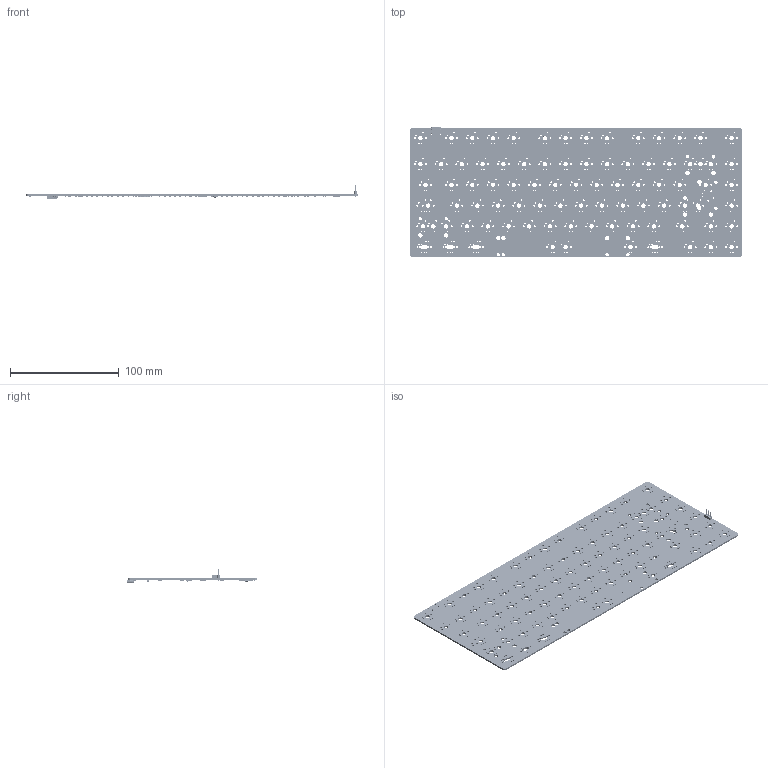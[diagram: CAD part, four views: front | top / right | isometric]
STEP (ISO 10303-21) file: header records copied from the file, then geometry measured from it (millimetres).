
FILE_DESCRIPTION(('KiCad electronic assembly'),'2;1');
FILE_NAME('Obliterated75_PCB.step','2022-10-05T20:41:27',('Pcbnew'),( 'Kicad'),'Open CASCADE STEP processor 7.6','KiCad to STEP converter' ,'Unknown');
FILE_SCHEMA(('AUTOMOTIVE_DESIGN { 1 0 10303 214 1 1 1 1 }'));
Length unit declared in the file: millimetre
Products named in the file (26): Obliterated75_PCB 1; PinHeader_1x03_P2.54mm_Vertical; SOLID; C_0603_1608Metric; D_SOD-123F; Fuse_1206_3216Metric; SOT-23; R_0603_1608Metric; SW_SPST_TL3342; SW_SPDT_PCM12; SOT-23-6; SOT-23-5; LQFP-48_7x7mm_P0.5mm; HRO  TYPE-C-31-M-12; _autosave-Brutal75 PCB
Assembly tree (204 placements, depth 3):
  Obliterated75_PCB 1
    PinHeader_1x03_P2.54mm_Vertical
      SOLID
    C_0603_1608Metric  x9
      SOLID
    D_SOD-123F  x85
      SOLID
    Fuse_1206_3216Metric
      SOLID
    SOT-23
      SOLID
    R_0603_1608Metric  x88
      SOLID
    SW_SPST_TL3342
      SOLID
    SW_SPDT_PCM12
      SOLID
    SOT-23-6
      SOLID
    SOT-23-5
      SOLID
    LQFP-48_7x7mm_P0.5mm
      SOLID
    HRO  TYPE-C-31-M-12
      SOLID
    _autosave-Brutal75 PCB
Bounding box: 304.8 x 120.25 x 13.45 mm (x, y, z)
Volume: 55186 mm3; surface area: 78548 mm2
Topology: 192 solids, 193 shells, 7225 faces, 18268 edges, 11565 vertices
Faces by surface type: bspline 6480, cylinder 707, plane 38
Full cylindrical faces by diameter (mm): 0.65 x2, 0.9 x2, 1 x3, 1.04 x177, 1.47 x183, 1.75 x163, 3.048 x10, 3.988 x92
Entity records: 178486 total; most frequent: CARTESIAN_POINT 64135, ORIENTED_EDGE 13472, PCURVE 13472, DEFINITIONAL_REPRESENTATION 13472, B_SPLINE_CURVE_WITH_KNOTS 12247, DIRECTION 8403, EDGE_CURVE 6736, SURFACE_CURVE 6093
